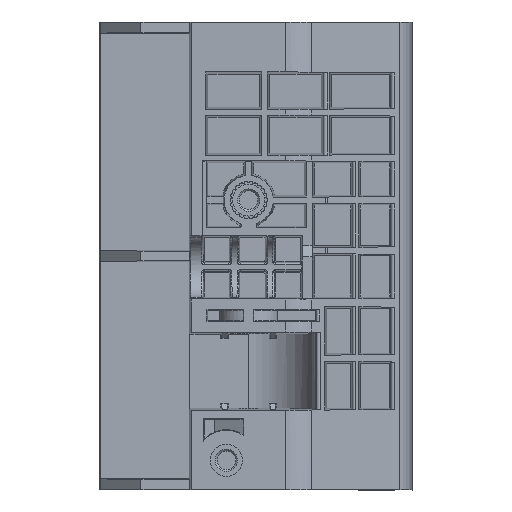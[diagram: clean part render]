
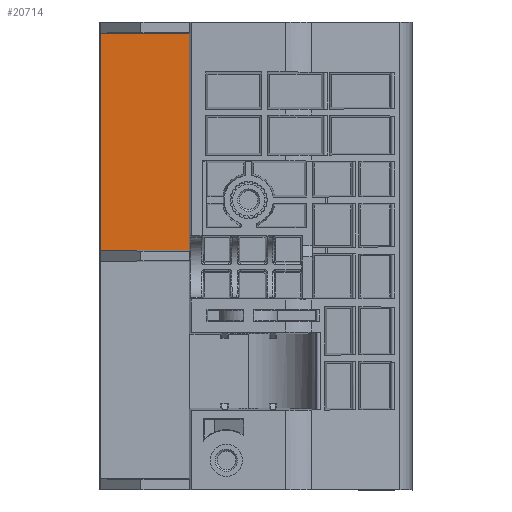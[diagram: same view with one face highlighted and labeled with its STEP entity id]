
A CAD part, front view. The second image highlights one B-rep face of the part: STEP entity #20714.
In plain terms, the highlighted planar face has unit normal (0, -1, 0).
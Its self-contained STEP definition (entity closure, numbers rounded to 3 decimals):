
#1231 = VECTOR ( 'NONE', #31103, 1000. ) ;
#1769 = EDGE_LOOP ( 'NONE', ( #14442, #2644, #3649, #33329 ) ) ;
#2307 = CARTESIAN_POINT ( 'NONE',  ( -12., 1., 26.25 ) ) ;
#2428 = DIRECTION ( 'NONE',  ( -1., 0., 0. ) ) ;
#2644 = ORIENTED_EDGE ( 'NONE', *, *, #31115, .F. ) ;
#2893 = CARTESIAN_POINT ( 'NONE',  ( 0., 1., 26.25 ) ) ;
#3649 = ORIENTED_EDGE ( 'NONE', *, *, #20820, .F. ) ;
#9180 = VECTOR ( 'NONE', #42335, 1000. ) ;
#9987 = LINE ( 'NONE', #16475, #34864 ) ;
#12001 = CARTESIAN_POINT ( 'NONE',  ( 0., 1., 55.5 ) ) ;
#12210 = VERTEX_POINT ( 'NONE', #20990 ) ;
#12944 = CARTESIAN_POINT ( 'NONE',  ( -12., 1., 57. ) ) ;
#14442 = ORIENTED_EDGE ( 'NONE', *, *, #21021, .F. ) ;
#15058 = LINE ( 'NONE', #22849, #24627 ) ;
#15966 = FACE_OUTER_BOUND ( 'NONE', #1769, .T. ) ;
#16475 = CARTESIAN_POINT ( 'NONE',  ( -11., 1., 26.25 ) ) ;
#20439 = AXIS2_PLACEMENT_3D ( 'NONE', #30153, #44560, #30617 ) ;
#20714 = ADVANCED_FACE ( 'NONE', ( #15966 ), #33948, .F. ) ;
#20820 = EDGE_CURVE ( 'NONE', #41962, #12210, #38614, .T. ) ;
#20990 = CARTESIAN_POINT ( 'NONE',  ( -12., 1., 55.5 ) ) ;
#21021 = EDGE_CURVE ( 'NONE', #41410, #26354, #30064, .T. ) ;
#22849 = CARTESIAN_POINT ( 'NONE',  ( -11., 1., 55.5 ) ) ;
#24328 = EDGE_CURVE ( 'NONE', #26354, #41962, #9987, .T. ) ;
#24627 = VECTOR ( 'NONE', #33368, 1000. ) ;
#26354 = VERTEX_POINT ( 'NONE', #2893 ) ;
#30064 = LINE ( 'NONE', #39498, #9180 ) ;
#30153 = CARTESIAN_POINT ( 'NONE',  ( -11., 1., 57. ) ) ;
#30617 = DIRECTION ( 'NONE',  ( 0., 0., 1. ) ) ;
#31103 = DIRECTION ( 'NONE',  ( 0., 0., 1. ) ) ;
#31115 = EDGE_CURVE ( 'NONE', #12210, #41410, #15058, .T. ) ;
#33329 = ORIENTED_EDGE ( 'NONE', *, *, #24328, .F. ) ;
#33368 = DIRECTION ( 'NONE',  ( 1., 0., 0. ) ) ;
#33948 = PLANE ( 'NONE',  #20439 ) ;
#34864 = VECTOR ( 'NONE', #2428, 1000. ) ;
#38614 = LINE ( 'NONE', #12944, #1231 ) ;
#39498 = CARTESIAN_POINT ( 'NONE',  ( 0., 1., 0. ) ) ;
#41410 = VERTEX_POINT ( 'NONE', #12001 ) ;
#41962 = VERTEX_POINT ( 'NONE', #2307 ) ;
#42335 = DIRECTION ( 'NONE',  ( 0., 0., -1. ) ) ;
#44560 = DIRECTION ( 'NONE',  ( 0., 1., 0. ) ) ;
